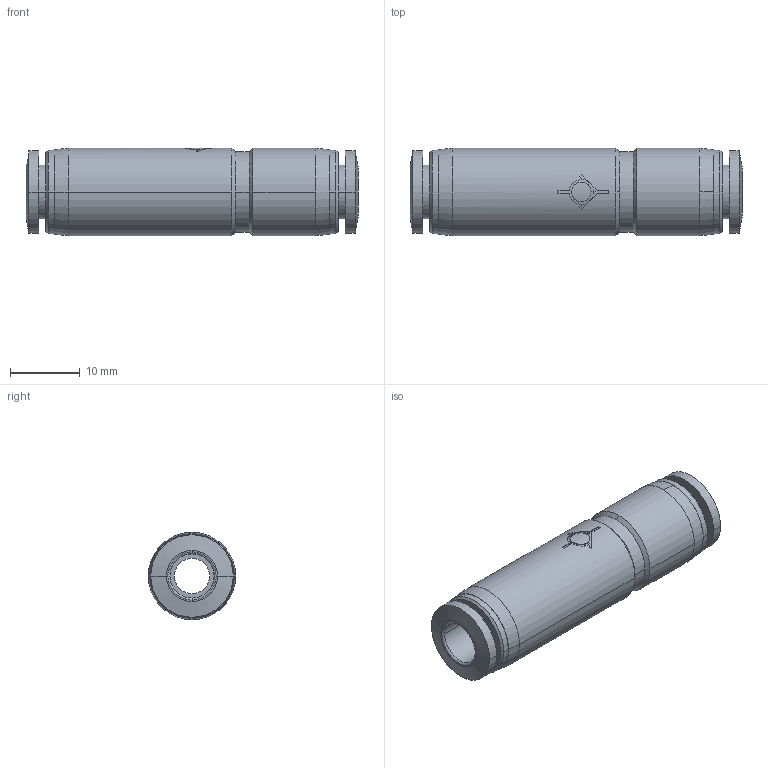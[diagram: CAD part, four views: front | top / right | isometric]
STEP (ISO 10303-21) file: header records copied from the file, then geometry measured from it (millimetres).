
FILE_DESCRIPTION (( 'STEP AP214' ), '1' );
FILE_NAME ('CVU6M.step', '2016-02-24T20:31:24', ( '' ), ( '' ), 'SwSTEP 2.0', 'SolidWorks 2015', '' );
FILE_SCHEMA (( 'AUTOMOTIVE_DESIGN' ));
Length unit declared in the file: inch
Products named in the file (1): CVU6M
Bounding box: 47.5 x 12.5 x 12.5 mm (x, y, z)
Volume: 4184.4 mm3; surface area: 3108.6 mm2
Topology: 1 solids, 1 shells, 76 faces, 183 edges, 120 vertices
Faces by surface type: cylinder 32, plane 24, cone 16, bspline 4
Entity records: 3621 total; most frequent: CARTESIAN_POINT 816, DIRECTION 385, ORIENTED_EDGE 366, EDGE_CURVE 183, AXIS2_PLACEMENT_3D 159, VERTEX_POINT 120, EDGE_LOOP 89, CIRCLE 86
